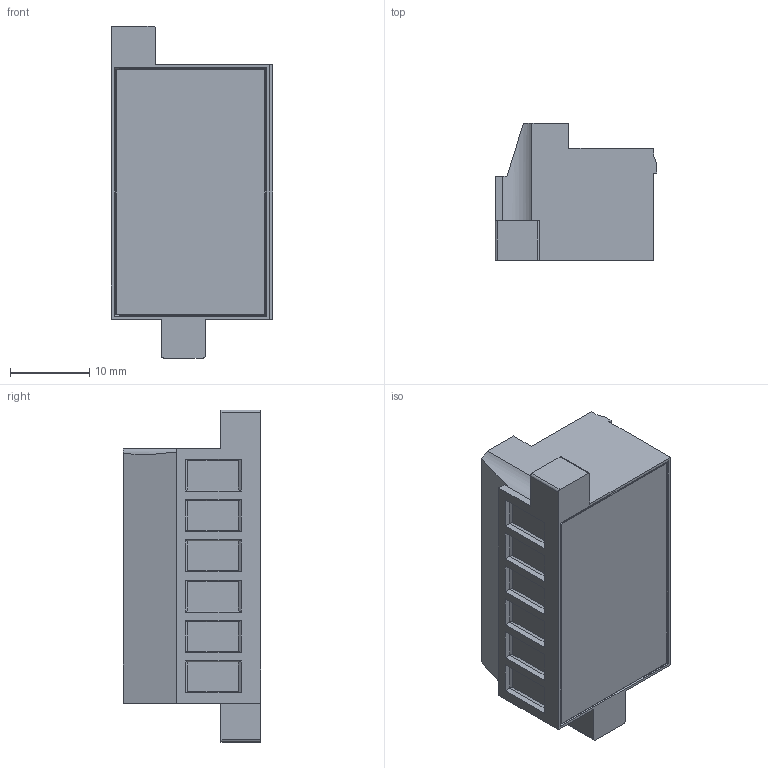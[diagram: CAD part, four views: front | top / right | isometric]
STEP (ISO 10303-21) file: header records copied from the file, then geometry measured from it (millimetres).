
FILE_DESCRIPTION(/* description */ (''),/* implementation_level */ '2;1');
FILE_NAME(/* name */ 'MC-PC5.08V06C-B.stp',/* time_stamp */ '2019-11-16T10:49:22+08:00',/* author */ (''),/* organization */ (''),/* preprocessor_version */ 'ST-DEVELOPER v16',/* originating_system */ 'SIEMENS PLM Software NX 10.0',/* authorisation */ '');
FILE_SCHEMA (('CONFIG_CONTROL_DESIGN'));
Length unit declared in the file: millimetre
Products named in the file (1): MC-PC5.08V06C-B
Bounding box: 20.4 x 17.3 x 41.8 mm (x, y, z)
Volume: 9109.6 mm3; surface area: 3568.9 mm2
Topology: 1 solids, 1 shells, 540 faces, 1456 edges, 962 vertices
Faces by surface type: plane 449, extrusion 49, cylinder 42
Entity records: 18163 total; most frequent: CARTESIAN_POINT 4615, ORIENTED_EDGE 2912, DIRECTION 2478, EDGE_CURVE 1456, VECTOR 1320, LINE 1271, VERTEX_POINT 962, EDGE_LOOP 584
